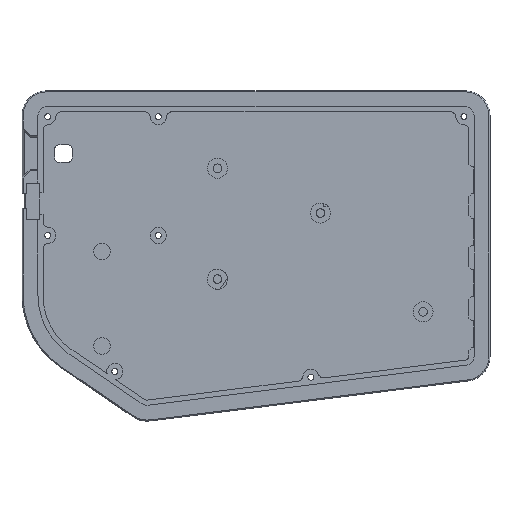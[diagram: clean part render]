
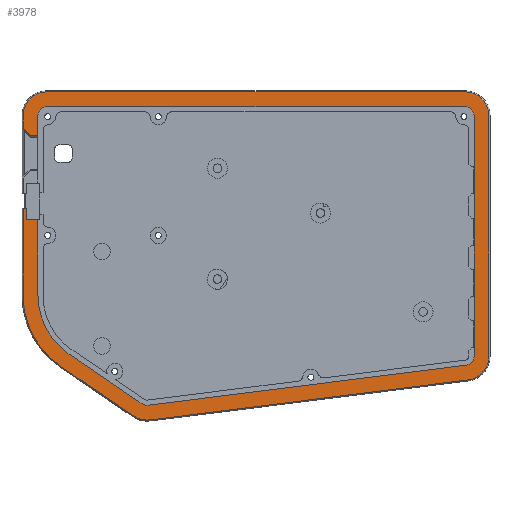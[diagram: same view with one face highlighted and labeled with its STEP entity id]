
A CAD part, top view. The second image highlights one B-rep face of the part: STEP entity #3978.
In plain terms, the highlighted planar face has unit normal (0, 0, 1).
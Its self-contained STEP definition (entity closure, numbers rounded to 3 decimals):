
#2846 = VERTEX_POINT('',#2847);
#2847 = CARTESIAN_POINT('',(-50.05,77.2,-3.));
#2853 = EDGE_CURVE('',#2854,#2846,#2856,.T.);
#2854 = VERTEX_POINT('',#2855);
#2855 = CARTESIAN_POINT('',(-50.05,69.66,-3.));
#2856 = LINE('',#2857,#2858);
#2857 = CARTESIAN_POINT('',(-50.05,10.664,-3.));
#2858 = VECTOR('',#2859,1.);
#2859 = DIRECTION('',(0.,1.,0.));
#2908 = VERTEX_POINT('',#2909);
#2909 = CARTESIAN_POINT('',(-46.75,80.5,-3.));
#2917 = EDGE_CURVE('',#2908,#2846,#2918,.T.);
#2918 = CIRCLE('',#2919,3.3);
#2919 = AXIS2_PLACEMENT_3D('',#2920,#2921,#2922);
#2920 = CARTESIAN_POINT('',(-46.75,77.2,-3.));
#2921 = DIRECTION('',(0.,0.,1.));
#2922 = DIRECTION('',(1.,0.,0.));
#2935 = VERTEX_POINT('',#2936);
#2936 = CARTESIAN_POINT('',(108.25,80.5,-3.));
#2942 = EDGE_CURVE('',#2908,#2935,#2943,.T.);
#2943 = LINE('',#2944,#2945);
#2944 = CARTESIAN_POINT('',(-46.75,80.5,-3.));
#2945 = VECTOR('',#2946,1.);
#2946 = DIRECTION('',(1.,0.,0.));
#2957 = VERTEX_POINT('',#2958);
#2958 = CARTESIAN_POINT('',(111.55,77.2,-3.));
#2966 = EDGE_CURVE('',#2957,#2935,#2967,.T.);
#2967 = CIRCLE('',#2968,3.3);
#2968 = AXIS2_PLACEMENT_3D('',#2969,#2970,#2971);
#2969 = CARTESIAN_POINT('',(108.25,77.2,-3.));
#2970 = DIRECTION('',(0.,0.,1.));
#2971 = DIRECTION('',(1.,0.,0.));
#2984 = VERTEX_POINT('',#2985);
#2985 = CARTESIAN_POINT('',(111.55,-11.954,-3.));
#2991 = EDGE_CURVE('',#2957,#2984,#2992,.T.);
#2992 = LINE('',#2993,#2994);
#2993 = CARTESIAN_POINT('',(111.55,77.2,-3.));
#2994 = VECTOR('',#2995,1.);
#2995 = DIRECTION('',(0.,-1.,0.));
#3006 = VERTEX_POINT('',#3007);
#3007 = CARTESIAN_POINT('',(108.662,-15.228,-3.));
#3015 = EDGE_CURVE('',#3006,#2984,#3016,.T.);
#3016 = CIRCLE('',#3017,3.3);
#3017 = AXIS2_PLACEMENT_3D('',#3018,#3019,#3020);
#3018 = CARTESIAN_POINT('',(108.25,-11.954,-3.));
#3019 = DIRECTION('',(0.,0.,1.));
#3020 = DIRECTION('',(1.,0.,0.));
#3031 = VERTEX_POINT('',#3032);
#3032 = CARTESIAN_POINT('',(-9.213,-30.078,-3.));
#3040 = EDGE_CURVE('',#3031,#3006,#3041,.T.);
#3041 = LINE('',#3042,#3043);
#3042 = CARTESIAN_POINT('',(-9.213,-30.078,-3.));
#3043 = VECTOR('',#3044,1.);
#3044 = DIRECTION('',(0.992,0.125,0.));
#3055 = VERTEX_POINT('',#3056);
#3056 = CARTESIAN_POINT('',(-11.48,-29.533,-3.));
#3064 = EDGE_CURVE('',#3055,#3031,#3065,.T.);
#3065 = CIRCLE('',#3066,3.3);
#3066 = AXIS2_PLACEMENT_3D('',#3067,#3068,#3069);
#3067 = CARTESIAN_POINT('',(-9.625,-26.804,-3.));
#3068 = DIRECTION('',(0.,0.,1.));
#3069 = DIRECTION('',(1.,0.,0.));
#3082 = VERTEX_POINT('',#3083);
#3083 = CARTESIAN_POINT('',(-38.493,-11.168,-3.));
#3089 = EDGE_CURVE('',#3055,#3082,#3090,.T.);
#3090 = LINE('',#3091,#3092);
#3091 = CARTESIAN_POINT('',(-11.48,-29.533,-3.));
#3092 = VECTOR('',#3093,1.);
#3093 = DIRECTION('',(-0.827,0.562,0.));
#3104 = VERTEX_POINT('',#3105);
#3105 = CARTESIAN_POINT('',(-50.05,10.664,-3.));
#3113 = EDGE_CURVE('',#3104,#3082,#3114,.T.);
#3114 = CIRCLE('',#3115,26.4);
#3115 = AXIS2_PLACEMENT_3D('',#3116,#3117,#3118);
#3116 = CARTESIAN_POINT('',(-23.65,10.664,-3.));
#3117 = DIRECTION('',(0.,0.,1.));
#3118 = DIRECTION('',(1.,0.,0.));
#3128 = EDGE_CURVE('',#3104,#3129,#3131,.T.);
#3129 = VERTEX_POINT('',#3130);
#3130 = CARTESIAN_POINT('',(-50.05,38.6,-3.));
#3131 = LINE('',#3132,#3133);
#3132 = CARTESIAN_POINT('',(-50.05,10.664,-3.));
#3133 = VECTOR('',#3134,1.);
#3134 = DIRECTION('',(0.,1.,0.));
#3152 = EDGE_CURVE('',#3153,#3129,#3155,.T.);
#3153 = VERTEX_POINT('',#3154);
#3154 = CARTESIAN_POINT('',(-54.3,38.6,-3.));
#3155 = LINE('',#3156,#3157);
#3156 = CARTESIAN_POINT('',(-54.3,38.6,-3.));
#3157 = VECTOR('',#3158,1.);
#3158 = DIRECTION('',(1.,0.,0.));
#3978 = ADVANCED_FACE('',(#3979),#4116,.T.);
#3979 = FACE_BOUND('',#3980,.T.);
#3980 = EDGE_LOOP('',(#3981,#3991,#3999,#4005,#4006,#4007,#4008,#4009,
    #4010,#4011,#4012,#4013,#4014,#4015,#4016,#4017,#4025,#4033,#4041,
    #4050,#4058,#4067,#4075,#4084,#4092,#4101,#4109));
#3981 = ORIENTED_EDGE('',*,*,#3982,.F.);
#3982 = EDGE_CURVE('',#3983,#3985,#3987,.T.);
#3983 = VERTEX_POINT('',#3984);
#3984 = CARTESIAN_POINT('',(-55.55,72.426,-3.));
#3985 = VERTEX_POINT('',#3986);
#3986 = CARTESIAN_POINT('',(-55.55,77.2,-3.));
#3987 = LINE('',#3988,#3989);
#3988 = CARTESIAN_POINT('',(-55.55,72.26,-3.));
#3989 = VECTOR('',#3990,1.);
#3990 = DIRECTION('',(0.,1.,0.));
#3991 = ORIENTED_EDGE('',*,*,#3992,.F.);
#3992 = EDGE_CURVE('',#3993,#3983,#3995,.T.);
#3993 = VERTEX_POINT('',#3994);
#3994 = CARTESIAN_POINT('',(-52.784,69.66,-3.));
#3995 = LINE('',#3996,#3997);
#3996 = CARTESIAN_POINT('',(-52.667,69.543,-3.));
#3997 = VECTOR('',#3998,1.);
#3998 = DIRECTION('',(-0.707,0.707,0.));
#3999 = ORIENTED_EDGE('',*,*,#4000,.T.);
#4000 = EDGE_CURVE('',#3993,#2854,#4001,.T.);
#4001 = LINE('',#4002,#4003);
#4002 = CARTESIAN_POINT('',(-52.95,69.66,-3.));
#4003 = VECTOR('',#4004,1.);
#4004 = DIRECTION('',(1.,0.,0.));
#4005 = ORIENTED_EDGE('',*,*,#2853,.T.);
#4006 = ORIENTED_EDGE('',*,*,#2917,.F.);
#4007 = ORIENTED_EDGE('',*,*,#2942,.T.);
#4008 = ORIENTED_EDGE('',*,*,#2966,.F.);
#4009 = ORIENTED_EDGE('',*,*,#2991,.T.);
#4010 = ORIENTED_EDGE('',*,*,#3015,.F.);
#4011 = ORIENTED_EDGE('',*,*,#3040,.F.);
#4012 = ORIENTED_EDGE('',*,*,#3064,.F.);
#4013 = ORIENTED_EDGE('',*,*,#3089,.T.);
#4014 = ORIENTED_EDGE('',*,*,#3113,.F.);
#4015 = ORIENTED_EDGE('',*,*,#3128,.T.);
#4016 = ORIENTED_EDGE('',*,*,#3152,.F.);
#4017 = ORIENTED_EDGE('',*,*,#4018,.F.);
#4018 = EDGE_CURVE('',#4019,#3153,#4021,.T.);
#4019 = VERTEX_POINT('',#4020);
#4020 = CARTESIAN_POINT('',(-54.3,42.88,-3.));
#4021 = LINE('',#4022,#4023);
#4022 = CARTESIAN_POINT('',(-54.3,52.2,-3.));
#4023 = VECTOR('',#4024,1.);
#4024 = DIRECTION('',(0.,-1.,0.));
#4025 = ORIENTED_EDGE('',*,*,#4026,.F.);
#4026 = EDGE_CURVE('',#4027,#4019,#4029,.T.);
#4027 = VERTEX_POINT('',#4028);
#4028 = CARTESIAN_POINT('',(-55.55,42.88,-3.));
#4029 = LINE('',#4030,#4031);
#4030 = CARTESIAN_POINT('',(-55.95,42.88,-3.));
#4031 = VECTOR('',#4032,1.);
#4032 = DIRECTION('',(1.,0.,0.));
#4033 = ORIENTED_EDGE('',*,*,#4034,.F.);
#4034 = EDGE_CURVE('',#4035,#4027,#4037,.T.);
#4035 = VERTEX_POINT('',#4036);
#4036 = CARTESIAN_POINT('',(-55.55,10.664,-3.));
#4037 = LINE('',#4038,#4039);
#4038 = CARTESIAN_POINT('',(-55.55,10.664,-3.));
#4039 = VECTOR('',#4040,1.);
#4040 = DIRECTION('',(0.,1.,0.));
#4041 = ORIENTED_EDGE('',*,*,#4042,.F.);
#4042 = EDGE_CURVE('',#4043,#4035,#4045,.T.);
#4043 = VERTEX_POINT('',#4044);
#4044 = CARTESIAN_POINT('',(-41.585,-15.717,-3.));
#4045 = CIRCLE('',#4046,31.9);
#4046 = AXIS2_PLACEMENT_3D('',#4047,#4048,#4049);
#4047 = CARTESIAN_POINT('',(-23.65,10.664,-3.));
#4048 = DIRECTION('',(-0.,0.,-1.));
#4049 = DIRECTION('',(-0.562,-0.827,0.));
#4050 = ORIENTED_EDGE('',*,*,#4051,.F.);
#4051 = EDGE_CURVE('',#4052,#4043,#4054,.T.);
#4052 = VERTEX_POINT('',#4053);
#4053 = CARTESIAN_POINT('',(-14.573,-34.081,-3.));
#4054 = LINE('',#4055,#4056);
#4055 = CARTESIAN_POINT('',(-14.573,-34.081,-3.));
#4056 = VECTOR('',#4057,1.);
#4057 = DIRECTION('',(-0.827,0.562,0.));
#4058 = ORIENTED_EDGE('',*,*,#4059,.F.);
#4059 = EDGE_CURVE('',#4060,#4052,#4062,.T.);
#4060 = VERTEX_POINT('',#4061);
#4061 = CARTESIAN_POINT('',(-8.525,-35.535,-3.));
#4062 = CIRCLE('',#4063,8.8);
#4063 = AXIS2_PLACEMENT_3D('',#4064,#4065,#4066);
#4064 = CARTESIAN_POINT('',(-9.625,-26.804,-3.));
#4065 = DIRECTION('',(0.,-0.,-1.));
#4066 = DIRECTION('',(0.125,-0.992,0.));
#4067 = ORIENTED_EDGE('',*,*,#4068,.F.);
#4068 = EDGE_CURVE('',#4069,#4060,#4071,.T.);
#4069 = VERTEX_POINT('',#4070);
#4070 = CARTESIAN_POINT('',(109.35,-20.685,-3.));
#4071 = LINE('',#4072,#4073);
#4072 = CARTESIAN_POINT('',(109.35,-20.685,-3.));
#4073 = VECTOR('',#4074,1.);
#4074 = DIRECTION('',(-0.992,-0.125,0.));
#4075 = ORIENTED_EDGE('',*,*,#4076,.F.);
#4076 = EDGE_CURVE('',#4077,#4069,#4079,.T.);
#4077 = VERTEX_POINT('',#4078);
#4078 = CARTESIAN_POINT('',(117.05,-11.954,-3.));
#4079 = CIRCLE('',#4080,8.8);
#4080 = AXIS2_PLACEMENT_3D('',#4081,#4082,#4083);
#4081 = CARTESIAN_POINT('',(108.25,-11.954,-3.));
#4082 = DIRECTION('',(0.,-0.,-1.));
#4083 = DIRECTION('',(1.,0.,0.));
#4084 = ORIENTED_EDGE('',*,*,#4085,.F.);
#4085 = EDGE_CURVE('',#4086,#4077,#4088,.T.);
#4086 = VERTEX_POINT('',#4087);
#4087 = CARTESIAN_POINT('',(117.05,77.2,-3.));
#4088 = LINE('',#4089,#4090);
#4089 = CARTESIAN_POINT('',(117.05,77.2,-3.));
#4090 = VECTOR('',#4091,1.);
#4091 = DIRECTION('',(0.,-1.,0.));
#4092 = ORIENTED_EDGE('',*,*,#4093,.F.);
#4093 = EDGE_CURVE('',#4094,#4086,#4096,.T.);
#4094 = VERTEX_POINT('',#4095);
#4095 = CARTESIAN_POINT('',(108.25,86.,-3.));
#4096 = CIRCLE('',#4097,8.8);
#4097 = AXIS2_PLACEMENT_3D('',#4098,#4099,#4100);
#4098 = CARTESIAN_POINT('',(108.25,77.2,-3.));
#4099 = DIRECTION('',(0.,0.,-1.));
#4100 = DIRECTION('',(0.,1.,0.));
#4101 = ORIENTED_EDGE('',*,*,#4102,.F.);
#4102 = EDGE_CURVE('',#4103,#4094,#4105,.T.);
#4103 = VERTEX_POINT('',#4104);
#4104 = CARTESIAN_POINT('',(-46.75,86.,-3.));
#4105 = LINE('',#4106,#4107);
#4106 = CARTESIAN_POINT('',(-46.75,86.,-3.));
#4107 = VECTOR('',#4108,1.);
#4108 = DIRECTION('',(1.,0.,0.));
#4109 = ORIENTED_EDGE('',*,*,#4110,.F.);
#4110 = EDGE_CURVE('',#3985,#4103,#4111,.T.);
#4111 = CIRCLE('',#4112,8.8);
#4112 = AXIS2_PLACEMENT_3D('',#4113,#4114,#4115);
#4113 = CARTESIAN_POINT('',(-46.75,77.2,-3.));
#4114 = DIRECTION('',(0.,0.,-1.));
#4115 = DIRECTION('',(-1.,0.,0.));
#4116 = PLANE('',#4117);
#4117 = AXIS2_PLACEMENT_3D('',#4118,#4119,#4120);
#4118 = CARTESIAN_POINT('',(0.,0.,-3.));
#4119 = DIRECTION('',(0.,0.,1.));
#4120 = DIRECTION('',(1.,0.,0.));
